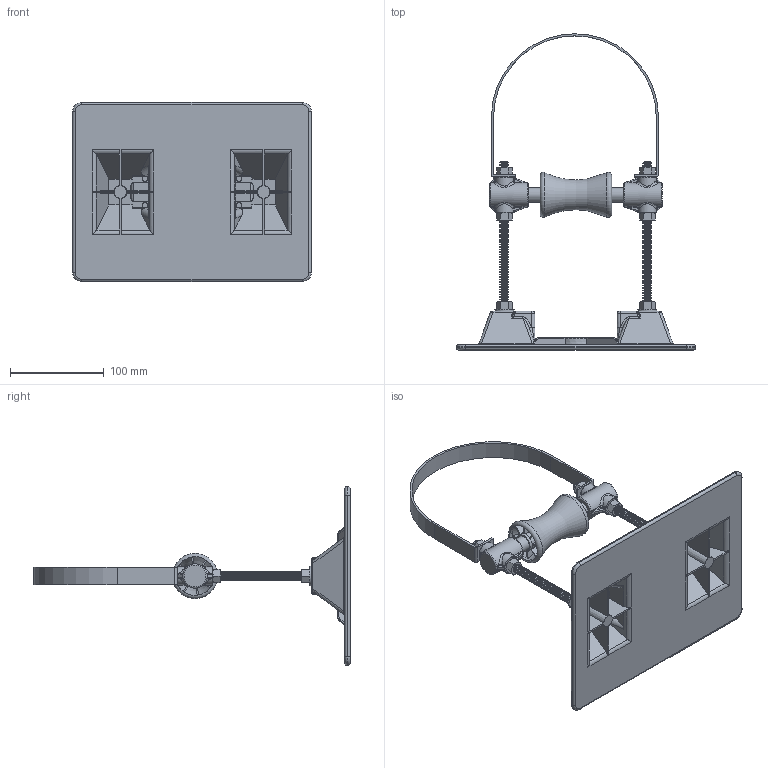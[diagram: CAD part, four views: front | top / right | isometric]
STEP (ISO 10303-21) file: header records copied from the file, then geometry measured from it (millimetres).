
FILE_DESCRIPTION((''),'2;1');
FILE_NAME('3-RAH-PIPESTRAP.stp','2012-11-21T09:36:33',('rdavis'),(''),'Autodesk Inventor 2013','Autodesk Inventor 2013','');
FILE_SCHEMA(('AUTOMOTIVE_DESIGN { 1 0 10303 214 1 1 1 1 }'));
Length unit declared in the file: inch
Products named in the file (9): 3-RAH-PIPESTRAP; 7.5x10 No Logo; All Thread_.375 x 7; Rollers_3_ Roller; all metal and plastic shafts_3-RAH; NewCollarCapThickFinal; Hex Nut - Inch 3/8 - 16; Circular Washer (Inch) 3/8; 4-RAH STRAP
Assembly tree (16 placements, depth 2):
  3-RAH-PIPESTRAP
    7.5x10 No Logo
    All Thread_.375 x 7  x2
    Rollers_3_ Roller
    all metal and plastic shafts_3-RAH
    NewCollarCapThickFinal  x2
    Hex Nut - Inch 3/8 - 16  x6
    Circular Washer (Inch) 3/8  x2
    4-RAH STRAP
Bounding box: 254 x 336.55 x 190.5 mm (x, y, z)
Volume: 451509.4 mm3; surface area: 239982.2 mm2
Topology: 16 solids, 16 shells, 2651 faces, 6944 edges, 4397 vertices
Faces by surface type: plane 1060, cone 538, bspline 498, cylinder 473, torus 78, sphere 4
Full cylindrical faces by diameter (mm): 7.798 x6, 9.525 x210, 9.652 x2, 9.922 x4, 10.312 x3, 10.414 x1, 12.7 x1, 15.799 x1, 16.272 x2, 16.922 x1, 19.939 x2, 20.65 x2, 41.224 x2
Entity records: 84915 total; most frequent: CARTESIAN_POINT 37435, ORIENTED_EDGE 9992, DIRECTION 8306, EDGE_CURVE 4996, VERTEX_POINT 3347, VECTOR 2892, LINE 2892, AXIS2_PLACEMENT_3D 2707
